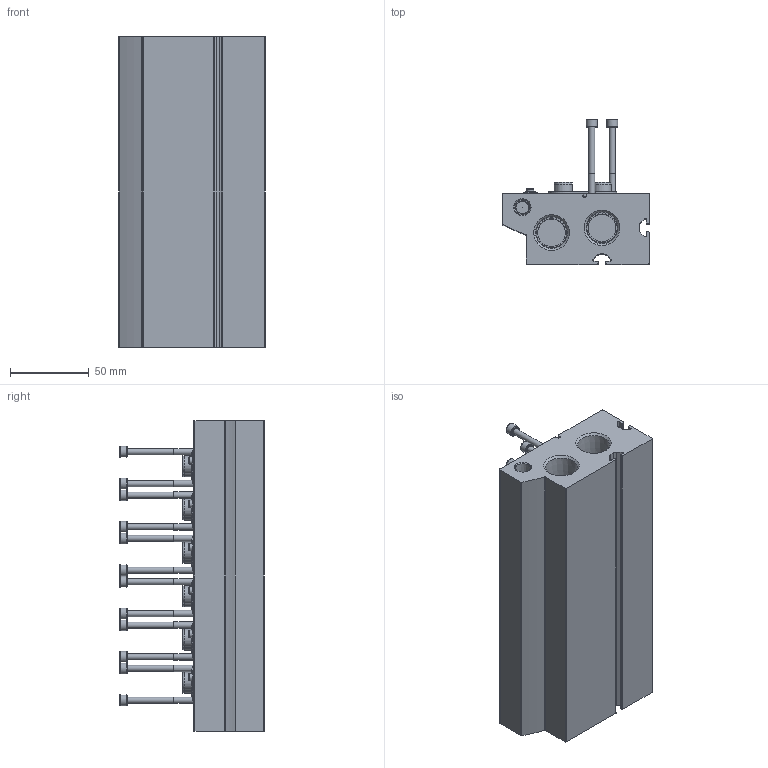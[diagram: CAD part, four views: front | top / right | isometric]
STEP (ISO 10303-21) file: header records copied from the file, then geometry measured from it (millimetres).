
FILE_DESCRIPTION(/* description */ ('STEP AP214'),/* implementation_level */ '2;1');
FILE_NAME(/* name */ '8026292_VABM-B10-25E-N12-6-P3',/* time_stamp */ '2024-09-15T21:50:48+02:00',/* author */ ('License CC BY-ND 4.0'),/* organization */ ('CADENAS'),/* preprocessor_version */ 'ST-DEVELOPER v19.3',/* originating_system */ 'PARTsolutions',/* authorisation */ ' ');
FILE_SCHEMA (('AUTOMOTIVE_DESIGN {1 0 10303 214 3 1 1}'));
Length unit declared in the file: millimetre
Products named in the file (7): 8026292 VABM-B10-25E-N12-6-P3; 8026292 VABM-B10-25E-N12-6-P3---(M); 1841565 VUVS-G14-2---(S); 2833735 F-M4x50-10.9; 1743809 VUVS-M5---(S); 31785 B-1/2-NPT---(Plug); 173985 B-1/8-NPT---(Plug)
Assembly tree (28 placements, depth 2):
  8026292 VABM-B10-25E-N12-6-P3
    8026292 VABM-B10-25E-N12-6-P3---(M)
    1841565 VUVS-G14-2---(S)  x6
    2833735 F-M4x50-10.9  x12
    1743809 VUVS-M5---(S)  x6
    31785 B-1/2-NPT---(Plug)  x2
    173985 B-1/8-NPT---(Plug)
Bounding box: 93 x 91.8 x 197 mm (x, y, z)
Volume: 638963.9 mm3; surface area: 132896.8 mm2
Topology: 28 solids, 28 shells, 1103 faces, 2615 edges, 1659 vertices
Faces by surface type: plane 527, cylinder 319, cone 209, torus 48
Full cylindrical faces by diameter (mm): 2.9 x6, 3.242 x13, 3.5 x1, 3.9 x12, 4 x12, 4.134 x3, 4.2 x6, 4.366 x1, 4.6 x6, 5.5 x4, 6.1 x6, 7 x24, 8.2 x1, 8.6 x12, 9 x6, 9.525 x2, 11.6 x12, 14.6 x12, 17.6 x2
Entity records: 10392 total; most frequent: CARTESIAN_POINT 1977, DIRECTION 1768, ORIENTED_EDGE 1422, EDGE_CURVE 711, AXIS2_PLACEMENT_3D 701, FACE_BOUND 597, EDGE_LOOP 578, VERTEX_POINT 546
